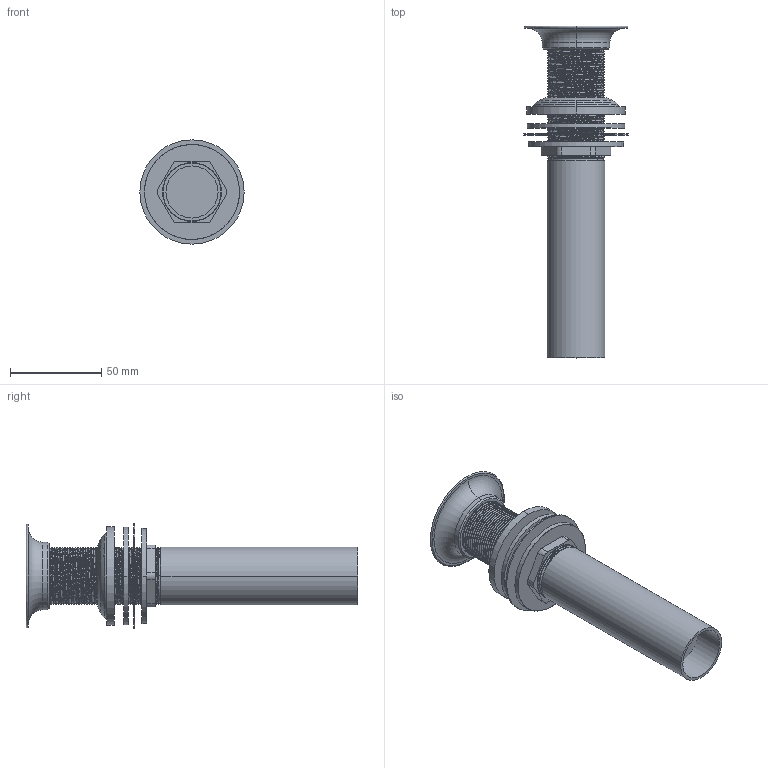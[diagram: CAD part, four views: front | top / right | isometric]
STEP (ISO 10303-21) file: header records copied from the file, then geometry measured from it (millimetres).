
FILE_DESCRIPTION((''),'2;1');
FILE_NAME('3213','2021-06-10T15:58:16',('NSantos'),(''),'CREO PARAMETRIC BY PTC INC, 2018500','CREO PARAMETRIC BY PTC INC, 2018500','');
FILE_SCHEMA(('CONFIG_CONTROL_DESIGN'));
Length unit declared in the file: inch
Products named in the file (1): 3213
Bounding box: 57.15 x 181.86 x 57.15 mm (x, y, z)
Volume: 135277.5 mm3; surface area: 95214.1 mm2
Topology: 6 solids, 10 shells, 435 faces, 1250 edges, 812 vertices
Faces by surface type: cylinder 319, bspline 56, plane 34, torus 16, cone 10
Entity records: 35951 total; most frequent: CARTESIAN_POINT 25839, ORIENTED_EDGE 2018, DIRECTION 1752, EDGE_CURVE 1250, VERTEX_POINT 812, AXIS2_PLACEMENT_3D 673, B_SPLINE_CURVE_WITH_KNOTS 551, EDGE_LOOP 508
